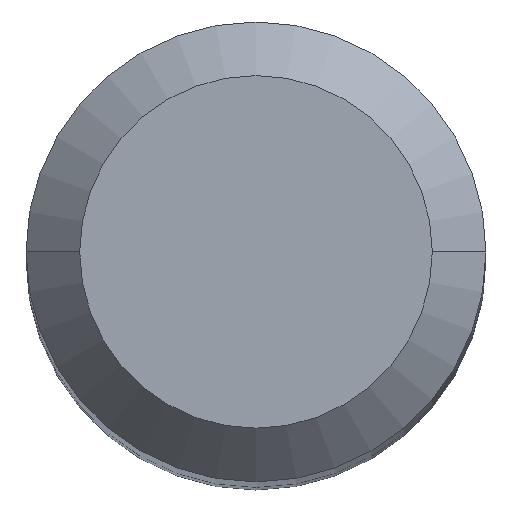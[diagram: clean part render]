
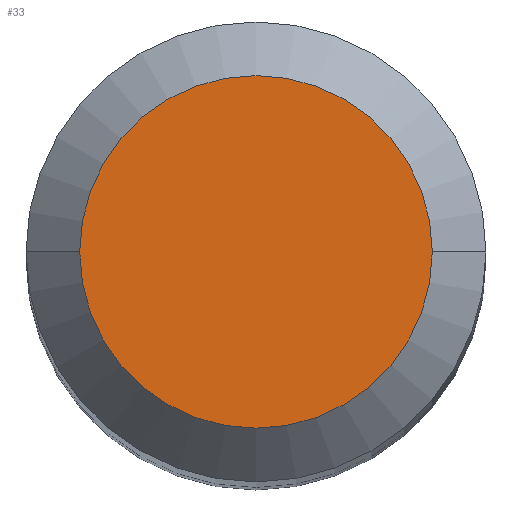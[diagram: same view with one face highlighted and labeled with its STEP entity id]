
A CAD part, top view. The second image highlights one B-rep face of the part: STEP entity #33.
In plain terms, the highlighted planar face has unit normal (0, 0, 1).
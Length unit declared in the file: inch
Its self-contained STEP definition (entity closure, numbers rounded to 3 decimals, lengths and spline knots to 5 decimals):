
#33 = ADVANCED_FACE ( 'NONE', ( #187 ), #276, .F. ) ;
#42 = ORIENTED_EDGE ( 'NONE', *, *, #190, .T. ) ;
#61 = DIRECTION ( 'NONE',  ( 0., 0., 1. ) ) ;
#71 = CIRCLE ( 'NONE', #145, 0.1026 ) ;
#102 = EDGE_CURVE ( 'NONE', #138, #316, #71, .T. ) ;
#106 = DIRECTION ( 'NONE',  ( 0., 0., 1. ) ) ;
#138 = VERTEX_POINT ( 'NONE', #170 ) ;
#145 = AXIS2_PLACEMENT_3D ( 'NONE', #267, #106, #264 ) ;
#165 = ORIENTED_EDGE ( 'NONE', *, *, #102, .T. ) ;
#170 = CARTESIAN_POINT ( 'NONE',  ( 0.1026, 0., 0. ) ) ;
#187 = FACE_OUTER_BOUND ( 'NONE', #292, .T. ) ;
#190 = EDGE_CURVE ( 'NONE', #316, #138, #207, .T. ) ;
#207 = CIRCLE ( 'NONE', #232, 0.1026 ) ;
#232 = AXIS2_PLACEMENT_3D ( 'NONE', #368, #61, #233 ) ;
#233 = DIRECTION ( 'NONE',  ( 1., 0., 0. ) ) ;
#264 = DIRECTION ( 'NONE',  ( 1., 0., 0. ) ) ;
#267 = CARTESIAN_POINT ( 'NONE',  ( 0., 0., 0. ) ) ;
#276 = PLANE ( 'NONE',  #377 ) ;
#277 = CARTESIAN_POINT ( 'NONE',  ( -0.1026, 0., 0. ) ) ;
#286 = DIRECTION ( 'NONE',  ( -1., 0., 0. ) ) ;
#292 = EDGE_LOOP ( 'NONE', ( #42, #165 ) ) ;
#316 = VERTEX_POINT ( 'NONE', #277 ) ;
#317 = DIRECTION ( 'NONE',  ( 0., 0., -1. ) ) ;
#340 = CARTESIAN_POINT ( 'NONE',  ( 0., 0., 0. ) ) ;
#368 = CARTESIAN_POINT ( 'NONE',  ( 0., 0., 0. ) ) ;
#377 = AXIS2_PLACEMENT_3D ( 'NONE', #340, #317, #286 ) ;
